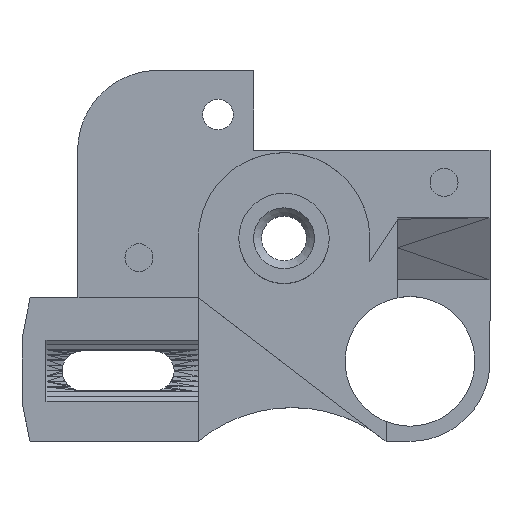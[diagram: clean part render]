
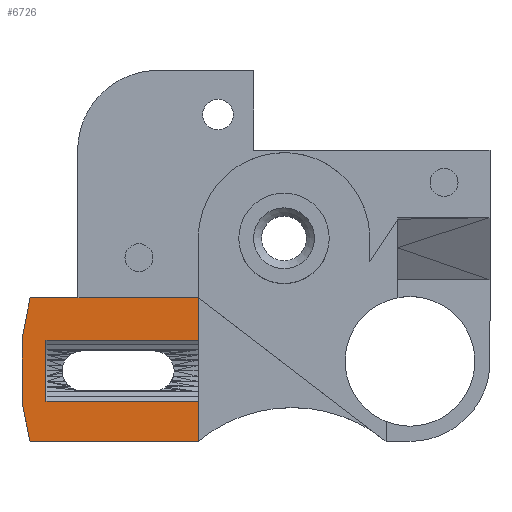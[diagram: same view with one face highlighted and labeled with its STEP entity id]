
A CAD part, top view. The second image highlights one B-rep face of the part: STEP entity #6726.
In plain terms, the highlighted planar face has unit normal (0, 0, 1).
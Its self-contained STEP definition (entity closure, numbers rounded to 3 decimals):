
#256=PLANE('',#7139);
#647=FACE_OUTER_BOUND('',#1038,.T.);
#1038=EDGE_LOOP('',(#5756,#5757,#5758,#5759,#5760,#5761,#5762,#5763,#5764,
#5765,#5766));
#1831=LINE('',#10333,#2761);
#1844=LINE('',#10359,#2774);
#1866=LINE('',#10401,#2796);
#1867=LINE('',#10404,#2797);
#1871=LINE('',#10412,#2801);
#1872=LINE('',#10414,#2802);
#1873=LINE('',#10416,#2803);
#1874=LINE('',#10417,#2804);
#1875=LINE('',#10419,#2805);
#1876=LINE('',#10421,#2806);
#1877=LINE('',#10422,#2807);
#2761=VECTOR('',#8406,10.);
#2774=VECTOR('',#8419,10.);
#2796=VECTOR('',#8463,10.);
#2797=VECTOR('',#8466,10.);
#2801=VECTOR('',#8472,10.);
#2802=VECTOR('',#8473,10.);
#2803=VECTOR('',#8474,10.);
#2804=VECTOR('',#8475,10.);
#2805=VECTOR('',#8476,10.);
#2806=VECTOR('',#8477,10.);
#2807=VECTOR('',#8478,10.);
#3332=VERTEX_POINT('',#9774);
#3501=VERTEX_POINT('',#10330);
#3502=VERTEX_POINT('',#10332);
#3514=VERTEX_POINT('',#10356);
#3515=VERTEX_POINT('',#10358);
#3525=VERTEX_POINT('',#10403);
#3528=VERTEX_POINT('',#10411);
#3529=VERTEX_POINT('',#10413);
#3530=VERTEX_POINT('',#10415);
#3531=VERTEX_POINT('',#10418);
#3532=VERTEX_POINT('',#10420);
#4290=EDGE_CURVE('',#3501,#3502,#1831,.T.);
#4303=EDGE_CURVE('',#3514,#3515,#1844,.T.);
#4325=EDGE_CURVE('',#3332,#3501,#1866,.T.);
#4326=EDGE_CURVE('',#3525,#3515,#1867,.T.);
#4330=EDGE_CURVE('',#3528,#3525,#1871,.T.);
#4331=EDGE_CURVE('',#3529,#3514,#1872,.T.);
#4332=EDGE_CURVE('',#3530,#3529,#1873,.T.);
#4333=EDGE_CURVE('',#3530,#3502,#1874,.T.);
#4334=EDGE_CURVE('',#3531,#3332,#1875,.T.);
#4335=EDGE_CURVE('',#3532,#3531,#1876,.T.);
#4336=EDGE_CURVE('',#3532,#3528,#1877,.T.);
#5756=ORIENTED_EDGE('',*,*,#4330,.T.);
#5757=ORIENTED_EDGE('',*,*,#4326,.T.);
#5758=ORIENTED_EDGE('',*,*,#4303,.F.);
#5759=ORIENTED_EDGE('',*,*,#4331,.F.);
#5760=ORIENTED_EDGE('',*,*,#4332,.F.);
#5761=ORIENTED_EDGE('',*,*,#4333,.T.);
#5762=ORIENTED_EDGE('',*,*,#4290,.F.);
#5763=ORIENTED_EDGE('',*,*,#4325,.F.);
#5764=ORIENTED_EDGE('',*,*,#4334,.F.);
#5765=ORIENTED_EDGE('',*,*,#4335,.F.);
#5766=ORIENTED_EDGE('',*,*,#4336,.T.);
#6726=ADVANCED_FACE('',(#647),#256,.T.);
#7139=AXIS2_PLACEMENT_3D('',#10410,#8470,#8471);
#8406=DIRECTION('',(0.,-1.,0.));
#8419=DIRECTION('',(0.,-1.,0.));
#8463=DIRECTION('',(1.,0.,0.));
#8466=DIRECTION('',(1.,0.,0.));
#8470=DIRECTION('center_axis',(0.,0.,1.));
#8471=DIRECTION('ref_axis',(-1.,0.,0.));
#8472=DIRECTION('',(0.203,-0.979,0.));
#8473=DIRECTION('',(1.,0.,0.));
#8474=DIRECTION('',(0.,-1.,0.));
#8475=DIRECTION('',(1.,0.,0.));
#8476=DIRECTION('',(1.,0.,0.));
#8477=DIRECTION('',(0.192,0.981,0.));
#8478=DIRECTION('',(0.,-1.,0.));
#9774=CARTESIAN_POINT('',(-50.851,-52.79,24.177));
#10330=CARTESIAN_POINT('',(-35.828,-52.79,24.177));
#10332=CARTESIAN_POINT('',(-35.828,-58.105,24.177));
#10333=CARTESIAN_POINT('',(-35.828,-52.79,24.177));
#10356=CARTESIAN_POINT('',(-35.828,-65.732,24.177));
#10358=CARTESIAN_POINT('',(-35.828,-70.732,24.177));
#10359=CARTESIAN_POINT('',(-35.828,-65.732,24.177));
#10401=CARTESIAN_POINT('',(-50.851,-52.79,24.177));
#10403=CARTESIAN_POINT('',(-56.851,-70.732,24.177));
#10404=CARTESIAN_POINT('',(-56.851,-70.732,24.177));
#10410=CARTESIAN_POINT('Origin',(-54.851,-65.732,24.177));
#10411=CARTESIAN_POINT('',(-57.851,-65.904,24.177));
#10412=CARTESIAN_POINT('',(-57.851,-65.904,24.177));
#10413=CARTESIAN_POINT('',(-54.851,-65.732,24.177));
#10414=CARTESIAN_POINT('',(-54.851,-65.732,24.177));
#10415=CARTESIAN_POINT('',(-54.851,-58.105,24.177));
#10416=CARTESIAN_POINT('',(-54.851,-58.105,24.177));
#10417=CARTESIAN_POINT('',(-54.851,-58.105,24.177));
#10418=CARTESIAN_POINT('',(-56.851,-52.79,24.177));
#10419=CARTESIAN_POINT('',(-56.851,-52.79,24.177));
#10420=CARTESIAN_POINT('',(-57.851,-57.904,24.177));
#10421=CARTESIAN_POINT('',(-57.851,-57.904,24.177));
#10422=CARTESIAN_POINT('',(-57.851,-57.904,24.177));
